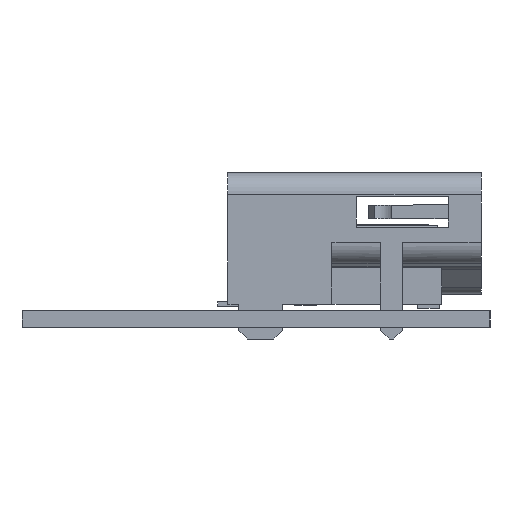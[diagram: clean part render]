
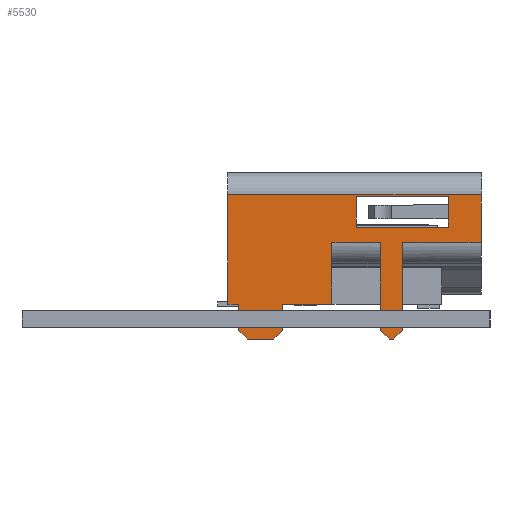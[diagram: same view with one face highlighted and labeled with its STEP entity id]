
A CAD part, left-side view. The second image highlights one B-rep face of the part: STEP entity #5530.
In plain terms, the highlighted planar face has unit normal (-1, 0, 0).
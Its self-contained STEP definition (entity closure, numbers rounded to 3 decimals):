
#2464 = VERTEX_POINT('',#2465);
#2465 = CARTESIAN_POINT('',(-7.5,1.775,0.));
#2583 = VERTEX_POINT('',#2584);
#2584 = CARTESIAN_POINT('',(-7.5,-0.409,0.));
#2591 = EDGE_CURVE('',#2464,#2583,#2592,.T.);
#2592 = LINE('',#2593,#2594);
#2593 = CARTESIAN_POINT('',(-7.5,1.775,0.));
#2594 = VECTOR('',#2595,1.);
#2595 = DIRECTION('',(0.,-1.,0.));
#2850 = VERTEX_POINT('',#2851);
#2851 = CARTESIAN_POINT('',(-7.5,-3.205,-6.8));
#2859 = EDGE_CURVE('',#2860,#2850,#2862,.T.);
#2860 = VERTEX_POINT('',#2861);
#2861 = CARTESIAN_POINT('',(-7.5,-0.409,-6.8));
#2862 = LINE('',#2863,#2864);
#2863 = CARTESIAN_POINT('',(-7.5,-0.409,-6.8));
#2864 = VECTOR('',#2865,1.);
#2865 = DIRECTION('',(0.,-1.,0.));
#4067 = VERTEX_POINT('',#4068);
#4068 = CARTESIAN_POINT('',(-7.5,-3.205,-9.05));
#4076 = EDGE_CURVE('',#2850,#4067,#4077,.T.);
#4077 = LINE('',#4078,#4079);
#4078 = CARTESIAN_POINT('',(-7.5,-3.205,-6.8));
#4079 = VECTOR('',#4080,1.);
#4080 = DIRECTION('',(0.,0.,-1.));
#4457 = VERTEX_POINT('',#4458);
#4458 = CARTESIAN_POINT('',(-7.5,-3.205,-11.05));
#4475 = VERTEX_POINT('',#4476);
#4476 = CARTESIAN_POINT('',(-7.5,-3.205,-11.55));
#4482 = EDGE_CURVE('',#4457,#4475,#4483,.T.);
#4483 = LINE('',#4484,#4485);
#4484 = CARTESIAN_POINT('',(-7.5,-3.205,-11.05));
#4485 = VECTOR('',#4486,1.);
#4486 = DIRECTION('',(0.,0.,-1.));
#5486 = EDGE_CURVE('',#5487,#5489,#5491,.T.);
#5487 = VERTEX_POINT('',#5488);
#5488 = CARTESIAN_POINT('',(-7.5,-4.4,-3.59));
#5489 = VERTEX_POINT('',#5490);
#5490 = CARTESIAN_POINT('',(-7.5,-0.409,-3.59));
#5491 = LINE('',#5492,#5493);
#5492 = CARTESIAN_POINT('',(-7.5,-4.4,-3.59));
#5493 = VECTOR('',#5494,1.);
#5494 = DIRECTION('',(0.,1.,0.));
#5530 = ADVANCED_FACE('',(#5531,#5634),#5684,.T.);
#5531 = FACE_BOUND('',#5532,.F.);
#5532 = EDGE_LOOP('',(#5533,#5539,#5540,#5548,#5556,#5564,#5572,#5578,
    #5579,#5580,#5588,#5596,#5604,#5612,#5618,#5619,#5627,#5633));
#5533 = ORIENTED_EDGE('',*,*,#5534,.T.);
#5534 = EDGE_CURVE('',#2583,#5489,#5535,.T.);
#5535 = LINE('',#5536,#5537);
#5536 = CARTESIAN_POINT('',(-7.5,-0.409,0.));
#5537 = VECTOR('',#5538,1.);
#5538 = DIRECTION('',(0.,0.,-1.));
#5539 = ORIENTED_EDGE('',*,*,#5486,.F.);
#5540 = ORIENTED_EDGE('',*,*,#5541,.F.);
#5541 = EDGE_CURVE('',#5542,#5487,#5544,.T.);
#5542 = VERTEX_POINT('',#5543);
#5543 = CARTESIAN_POINT('',(-7.5,-4.8,-3.99));
#5544 = LINE('',#5545,#5546);
#5545 = CARTESIAN_POINT('',(-7.5,-4.8,-3.99));
#5546 = VECTOR('',#5547,1.);
#5547 = DIRECTION('',(0.,0.707,0.707));
#5548 = ORIENTED_EDGE('',*,*,#5549,.F.);
#5549 = EDGE_CURVE('',#5550,#5542,#5552,.T.);
#5550 = VERTEX_POINT('',#5551);
#5551 = CARTESIAN_POINT('',(-7.5,-4.8,-4.19));
#5552 = LINE('',#5553,#5554);
#5553 = CARTESIAN_POINT('',(-7.5,-4.8,-4.19));
#5554 = VECTOR('',#5555,1.);
#5555 = DIRECTION('',(0.,0.,1.));
#5556 = ORIENTED_EDGE('',*,*,#5557,.F.);
#5557 = EDGE_CURVE('',#5558,#5550,#5560,.T.);
#5558 = VERTEX_POINT('',#5559);
#5559 = CARTESIAN_POINT('',(-7.5,-4.4,-4.59));
#5560 = LINE('',#5561,#5562);
#5561 = CARTESIAN_POINT('',(-7.5,-4.4,-4.59));
#5562 = VECTOR('',#5563,1.);
#5563 = DIRECTION('',(0.,-0.707,0.707));
#5564 = ORIENTED_EDGE('',*,*,#5565,.F.);
#5565 = EDGE_CURVE('',#5566,#5558,#5568,.T.);
#5566 = VERTEX_POINT('',#5567);
#5567 = CARTESIAN_POINT('',(-7.5,-0.409,-4.59));
#5568 = LINE('',#5569,#5570);
#5569 = CARTESIAN_POINT('',(-7.5,-0.409,-4.59));
#5570 = VECTOR('',#5571,1.);
#5571 = DIRECTION('',(0.,-1.,0.));
#5572 = ORIENTED_EDGE('',*,*,#5573,.T.);
#5573 = EDGE_CURVE('',#5566,#2860,#5574,.T.);
#5574 = LINE('',#5575,#5576);
#5575 = CARTESIAN_POINT('',(-7.5,-0.409,-4.59));
#5576 = VECTOR('',#5577,1.);
#5577 = DIRECTION('',(0.,0.,-1.));
#5578 = ORIENTED_EDGE('',*,*,#2859,.T.);
#5579 = ORIENTED_EDGE('',*,*,#4076,.T.);
#5580 = ORIENTED_EDGE('',*,*,#5581,.F.);
#5581 = EDGE_CURVE('',#5582,#4067,#5584,.T.);
#5582 = VERTEX_POINT('',#5583);
#5583 = CARTESIAN_POINT('',(-7.5,-4.4,-9.05));
#5584 = LINE('',#5585,#5586);
#5585 = CARTESIAN_POINT('',(-7.5,-4.4,-9.05));
#5586 = VECTOR('',#5587,1.);
#5587 = DIRECTION('',(0.,1.,0.));
#5588 = ORIENTED_EDGE('',*,*,#5589,.F.);
#5589 = EDGE_CURVE('',#5590,#5582,#5592,.T.);
#5590 = VERTEX_POINT('',#5591);
#5591 = CARTESIAN_POINT('',(-7.5,-4.8,-9.45));
#5592 = LINE('',#5593,#5594);
#5593 = CARTESIAN_POINT('',(-7.5,-4.8,-9.45));
#5594 = VECTOR('',#5595,1.);
#5595 = DIRECTION('',(0.,0.707,0.707));
#5596 = ORIENTED_EDGE('',*,*,#5597,.F.);
#5597 = EDGE_CURVE('',#5598,#5590,#5600,.T.);
#5598 = VERTEX_POINT('',#5599);
#5599 = CARTESIAN_POINT('',(-7.5,-4.8,-10.65));
#5600 = LINE('',#5601,#5602);
#5601 = CARTESIAN_POINT('',(-7.5,-4.8,-10.65));
#5602 = VECTOR('',#5603,1.);
#5603 = DIRECTION('',(0.,0.,1.));
#5604 = ORIENTED_EDGE('',*,*,#5605,.F.);
#5605 = EDGE_CURVE('',#5606,#5598,#5608,.T.);
#5606 = VERTEX_POINT('',#5607);
#5607 = CARTESIAN_POINT('',(-7.5,-4.4,-11.05));
#5608 = LINE('',#5609,#5610);
#5609 = CARTESIAN_POINT('',(-7.5,-4.4,-11.05));
#5610 = VECTOR('',#5611,1.);
#5611 = DIRECTION('',(0.,-0.707,0.707));
#5612 = ORIENTED_EDGE('',*,*,#5613,.F.);
#5613 = EDGE_CURVE('',#4457,#5606,#5614,.T.);
#5614 = LINE('',#5615,#5616);
#5615 = CARTESIAN_POINT('',(-7.5,-3.205,-11.05));
#5616 = VECTOR('',#5617,1.);
#5617 = DIRECTION('',(0.,-1.,0.));
#5618 = ORIENTED_EDGE('',*,*,#4482,.T.);
#5619 = ORIENTED_EDGE('',*,*,#5620,.F.);
#5620 = EDGE_CURVE('',#5621,#4475,#5623,.T.);
#5621 = VERTEX_POINT('',#5622);
#5622 = CARTESIAN_POINT('',(-7.5,1.775,-11.55));
#5623 = LINE('',#5624,#5625);
#5624 = CARTESIAN_POINT('',(-7.5,1.775,-11.55));
#5625 = VECTOR('',#5626,1.);
#5626 = DIRECTION('',(0.,-1.,0.));
#5627 = ORIENTED_EDGE('',*,*,#5628,.T.);
#5628 = EDGE_CURVE('',#5621,#2464,#5629,.T.);
#5629 = LINE('',#5630,#5631);
#5630 = CARTESIAN_POINT('',(-7.5,1.775,-11.55));
#5631 = VECTOR('',#5632,1.);
#5632 = DIRECTION('',(0.,0.,1.));
#5633 = ORIENTED_EDGE('',*,*,#2591,.T.);
#5634 = FACE_BOUND('',#5635,.F.);
#5635 = EDGE_LOOP('',(#5636,#5646,#5654,#5662,#5670,#5678));
#5636 = ORIENTED_EDGE('',*,*,#5637,.F.);
#5637 = EDGE_CURVE('',#5638,#5640,#5642,.T.);
#5638 = VERTEX_POINT('',#5639);
#5639 = CARTESIAN_POINT('',(-7.5,1.7,-5.7));
#5640 = VERTEX_POINT('',#5641);
#5641 = CARTESIAN_POINT('',(-7.5,1.7,-1.5));
#5642 = LINE('',#5643,#5644);
#5643 = CARTESIAN_POINT('',(-7.5,1.7,-5.7));
#5644 = VECTOR('',#5645,1.);
#5645 = DIRECTION('',(0.,0.,1.));
#5646 = ORIENTED_EDGE('',*,*,#5647,.F.);
#5647 = EDGE_CURVE('',#5648,#5638,#5650,.T.);
#5648 = VERTEX_POINT('',#5649);
#5649 = CARTESIAN_POINT('',(-7.5,0.3,-5.7));
#5650 = LINE('',#5651,#5652);
#5651 = CARTESIAN_POINT('',(-7.5,0.3,-5.7));
#5652 = VECTOR('',#5653,1.);
#5653 = DIRECTION('',(0.,1.,0.));
#5654 = ORIENTED_EDGE('',*,*,#5655,.F.);
#5655 = EDGE_CURVE('',#5656,#5648,#5658,.T.);
#5656 = VERTEX_POINT('',#5657);
#5657 = CARTESIAN_POINT('',(-7.5,0.3,-1.5));
#5658 = LINE('',#5659,#5660);
#5659 = CARTESIAN_POINT('',(-7.5,0.3,-1.5));
#5660 = VECTOR('',#5661,1.);
#5661 = DIRECTION('',(0.,0.,-1.));
#5662 = ORIENTED_EDGE('',*,*,#5663,.F.);
#5663 = EDGE_CURVE('',#5664,#5656,#5666,.T.);
#5664 = VERTEX_POINT('',#5665);
#5665 = CARTESIAN_POINT('',(-7.5,0.678,-1.5));
#5666 = LINE('',#5667,#5668);
#5667 = CARTESIAN_POINT('',(-7.5,0.678,-1.5));
#5668 = VECTOR('',#5669,1.);
#5669 = DIRECTION('',(0.,-1.,0.));
#5670 = ORIENTED_EDGE('',*,*,#5671,.T.);
#5671 = EDGE_CURVE('',#5664,#5672,#5674,.T.);
#5672 = VERTEX_POINT('',#5673);
#5673 = CARTESIAN_POINT('',(-7.5,1.322,-1.5));
#5674 = LINE('',#5675,#5676);
#5675 = CARTESIAN_POINT('',(-7.5,0.678,-1.5));
#5676 = VECTOR('',#5677,1.);
#5677 = DIRECTION('',(0.,1.,0.));
#5678 = ORIENTED_EDGE('',*,*,#5679,.F.);
#5679 = EDGE_CURVE('',#5640,#5672,#5680,.T.);
#5680 = LINE('',#5681,#5682);
#5681 = CARTESIAN_POINT('',(-7.5,1.7,-1.5));
#5682 = VECTOR('',#5683,1.);
#5683 = DIRECTION('',(0.,-1.,0.));
#5684 = PLANE('',#5685);
#5685 = AXIS2_PLACEMENT_3D('',#5686,#5687,#5688);
#5686 = CARTESIAN_POINT('',(-7.5,1.775,0.));
#5687 = DIRECTION('',(-1.,0.,0.));
#5688 = DIRECTION('',(0.,-1.,0.));
